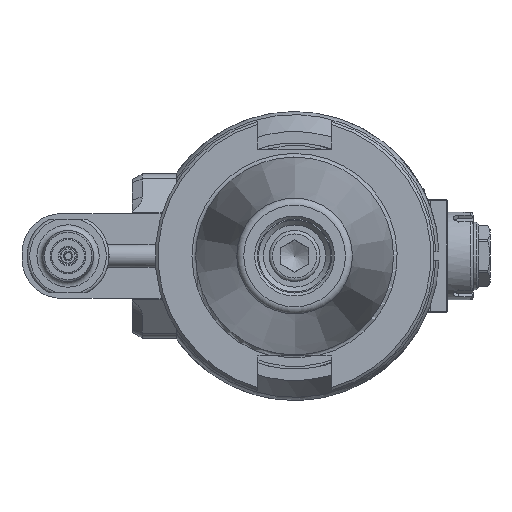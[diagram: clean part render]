
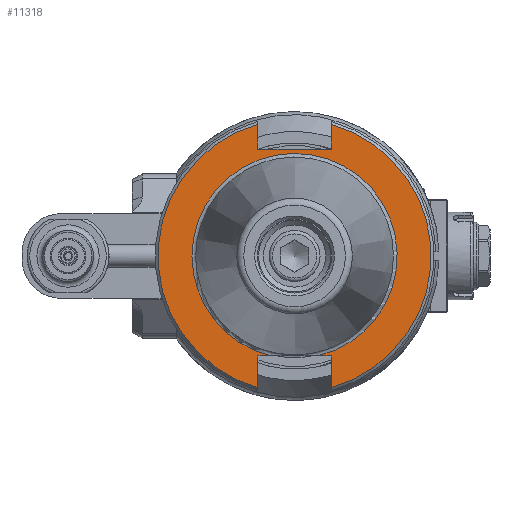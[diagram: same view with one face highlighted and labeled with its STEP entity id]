
A CAD part, left-side view. The second image highlights one B-rep face of the part: STEP entity #11318.
In plain terms, the highlighted planar face has unit normal (-1, 0, 0).
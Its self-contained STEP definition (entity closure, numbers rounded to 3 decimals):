
#920=CIRCLE('',#12488,48.225);
#921=CIRCLE('',#12489,48.225);
#922=CIRCLE('',#12490,36.225);
#923=CIRCLE('',#12491,36.225);
#1564=FACE_OUTER_BOUND('',#2321,.T.);
#2321=EDGE_LOOP('',(#9970,#9971,#9972,#9973,#9974,#9975,#9976,#9977,#9978,
#9979,#9980));
#3095=LINE('',#60961,#3892);
#3098=LINE('',#60979,#3895);
#3110=LINE('',#61024,#3907);
#3111=LINE('',#61029,#3908);
#3112=LINE('',#61032,#3909);
#3113=LINE('',#61036,#3910);
#3114=LINE('',#61038,#3911);
#3892=VECTOR('',#15328,8.734);
#3895=VECTOR('',#15343,11.147);
#3907=VECTOR('',#15389,25.908);
#3908=VECTOR('',#15394,4.846);
#3909=VECTOR('',#15397,8.734);
#3910=VECTOR('',#15400,11.147);
#3911=VECTOR('',#15401,4.846);
#5285=VERTEX_POINT('',#60958);
#5286=VERTEX_POINT('',#60960);
#5291=VERTEX_POINT('',#60976);
#5292=VERTEX_POINT('',#60978);
#5305=VERTEX_POINT('',#61022);
#5307=VERTEX_POINT('',#61028);
#5308=VERTEX_POINT('',#61031);
#5309=VERTEX_POINT('',#61033);
#5310=VERTEX_POINT('',#61035);
#5311=VERTEX_POINT('',#61037);
#5312=VERTEX_POINT('',#61039);
#6856=EDGE_CURVE('',#5285,#5286,#3095,.T.);
#6864=EDGE_CURVE('',#5291,#5292,#3098,.T.);
#6886=EDGE_CURVE('',#5285,#5305,#3110,.T.);
#6888=EDGE_CURVE('',#5307,#5292,#3111,.T.);
#6889=EDGE_CURVE('',#5291,#5286,#920,.T.);
#6890=EDGE_CURVE('',#5308,#5305,#3112,.T.);
#6891=EDGE_CURVE('',#5308,#5309,#921,.T.);
#6892=EDGE_CURVE('',#5310,#5309,#3113,.T.);
#6893=EDGE_CURVE('',#5310,#5311,#3114,.T.);
#6894=EDGE_CURVE('',#5311,#5312,#922,.T.);
#6895=EDGE_CURVE('',#5312,#5307,#923,.T.);
#9970=ORIENTED_EDGE('',*,*,#6888,.T.);
#9971=ORIENTED_EDGE('',*,*,#6864,.F.);
#9972=ORIENTED_EDGE('',*,*,#6889,.T.);
#9973=ORIENTED_EDGE('',*,*,#6856,.F.);
#9974=ORIENTED_EDGE('',*,*,#6886,.T.);
#9975=ORIENTED_EDGE('',*,*,#6890,.F.);
#9976=ORIENTED_EDGE('',*,*,#6891,.T.);
#9977=ORIENTED_EDGE('',*,*,#6892,.F.);
#9978=ORIENTED_EDGE('',*,*,#6893,.T.);
#9979=ORIENTED_EDGE('',*,*,#6894,.T.);
#9980=ORIENTED_EDGE('',*,*,#6895,.T.);
#10698=PLANE('',#12487);
#11318=ADVANCED_FACE('',(#1564),#10698,.F.);
#12487=AXIS2_PLACEMENT_3D('',#61027,#15392,#15393);
#12488=AXIS2_PLACEMENT_3D('',#61030,#15395,#15396);
#12489=AXIS2_PLACEMENT_3D('',#61034,#15398,#15399);
#12490=AXIS2_PLACEMENT_3D('',#61040,#15402,#15403);
#12491=AXIS2_PLACEMENT_3D('',#61041,#15404,#15405);
#15328=DIRECTION('',(0.,0.,1.));
#15343=DIRECTION('',(0.,0.,1.));
#15389=DIRECTION('',(0.,1.,0.));
#15392=DIRECTION('center_axis',(1.,0.,0.));
#15393=DIRECTION('ref_axis',(0.,-1.,0.));
#15394=DIRECTION('',(0.,-1.,0.));
#15395=DIRECTION('center_axis',(-1.,0.,0.));
#15396=DIRECTION('ref_axis',(0.,-0.269,-0.963));
#15397=DIRECTION('',(0.,0.,-1.));
#15398=DIRECTION('center_axis',(-1.,0.,0.));
#15399=DIRECTION('ref_axis',(0.,0.269,0.963));
#15400=DIRECTION('',(0.,0.,-1.));
#15401=DIRECTION('',(0.,-1.,0.));
#15402=DIRECTION('center_axis',(1.,0.,0.));
#15403=DIRECTION('ref_axis',(0.,-1.,0.));
#15404=DIRECTION('center_axis',(1.,0.,0.));
#15405=DIRECTION('ref_axis',(0.,-1.,0.));
#60958=CARTESIAN_POINT('',(-82.825,-12.954,37.719));
#60960=CARTESIAN_POINT('',(-82.825,-12.954,46.453));
#60961=CARTESIAN_POINT('',(-82.825,-12.954,37.719));
#60976=CARTESIAN_POINT('',(-82.825,-12.954,-46.453));
#60978=CARTESIAN_POINT('',(-82.825,-12.954,-35.306));
#60979=CARTESIAN_POINT('',(-82.825,-12.954,-46.453));
#61022=CARTESIAN_POINT('',(-82.825,12.954,37.719));
#61024=CARTESIAN_POINT('',(-82.825,-12.954,37.719));
#61027=CARTESIAN_POINT('Origin',(-82.825,-42.625,0.));
#61028=CARTESIAN_POINT('',(-82.825,-8.108,-35.306));
#61029=CARTESIAN_POINT('',(-82.825,-8.108,-35.306));
#61030=CARTESIAN_POINT('Origin',(-82.825,0.,0.));
#61031=CARTESIAN_POINT('',(-82.825,12.954,46.453));
#61032=CARTESIAN_POINT('',(-82.825,12.954,46.453));
#61033=CARTESIAN_POINT('',(-82.825,12.954,-46.453));
#61034=CARTESIAN_POINT('Origin',(-82.825,0.,0.));
#61035=CARTESIAN_POINT('',(-82.825,12.954,-35.306));
#61036=CARTESIAN_POINT('',(-82.825,12.954,-35.306));
#61037=CARTESIAN_POINT('',(-82.825,8.108,-35.306));
#61038=CARTESIAN_POINT('',(-82.825,12.954,-35.306));
#61039=CARTESIAN_POINT('',(-82.825,36.225,0.));
#61040=CARTESIAN_POINT('Origin',(-82.825,0.,0.));
#61041=CARTESIAN_POINT('Origin',(-82.825,0.,0.));
